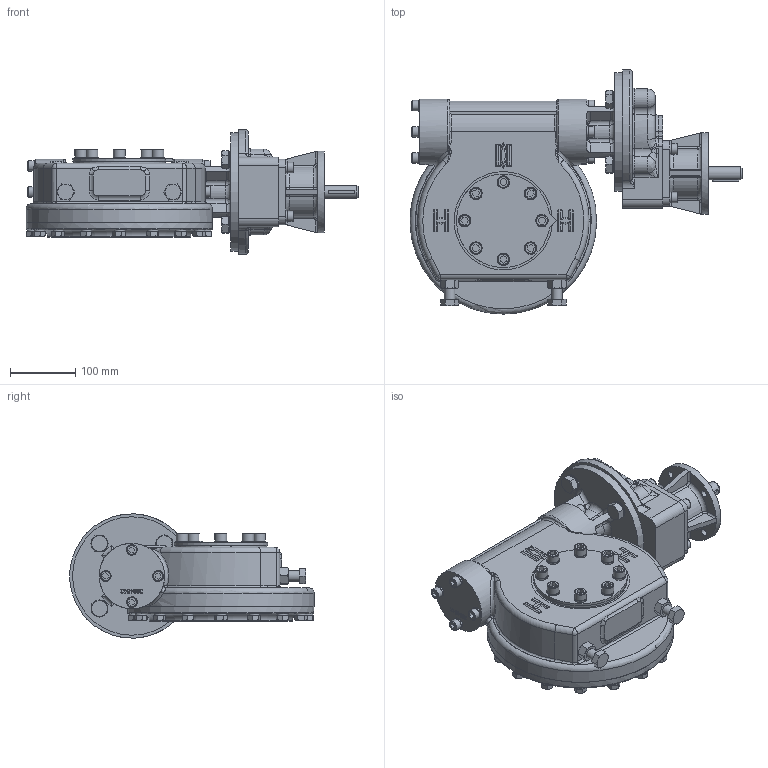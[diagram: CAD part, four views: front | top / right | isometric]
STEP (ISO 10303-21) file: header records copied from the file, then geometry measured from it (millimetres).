
FILE_DESCRIPTION(/* description */ ('Unknown'),/* implementation_level */ '2;1');
FILE_NAME(/* name */ 'PUB-IW56-IR1S_SOLID_0-1',/* time_stamp */ '2019-11-12T14:27:32+00:00',/* author */ ('Unknown'),/* organization */ ('Unknown'),/* preprocessor_version */ 'ST-DEVELOPER v16.7',/* originating_system */ 'DEX',/* authorisation */ $);
FILE_SCHEMA (('AUTOMOTIVE_DESIGN {1 0 10303 214 3 1 1}'));
Products named in the file (1): PUB-IW56-IR1S_SOLID_0-1
Bounding box: 507.15 x 373.07 x 189.82 mm (x, y, z)
Volume: 9307759.6 mm3; surface area: 492699 mm2
Topology: 1 solids, 1 shells, 1962 faces, 4980 edges, 3125 vertices
Faces by surface type: plane 1197, cylinder 254, bspline 228, cone 185, torus 92, sphere 6
Full cylindrical faces by diameter (mm): 0.5 x1, 10.5 x4, 13.835 x8, 16 x14, 16.6 x28, 18 x8, 19 x8, 20 x1, 25.4 x8, 30 x1, 70 x1, 100 x3, 125 x1, 140 x1, 150.25 x1, 181 x1
Entity records: 64024 total; most frequent: CARTESIAN_POINT 20426, ORIENTED_EDGE 9492, DIRECTION 8144, EDGE_CURVE 4746, VERTEX_POINT 3061, AXIS2_PLACEMENT_3D 2857, LINE 2430, VECTOR 2430
